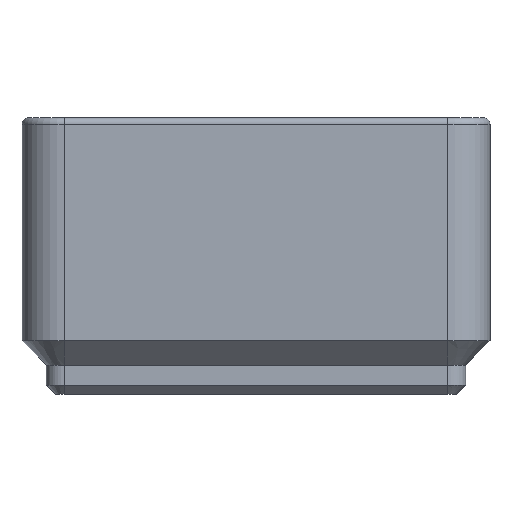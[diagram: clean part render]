
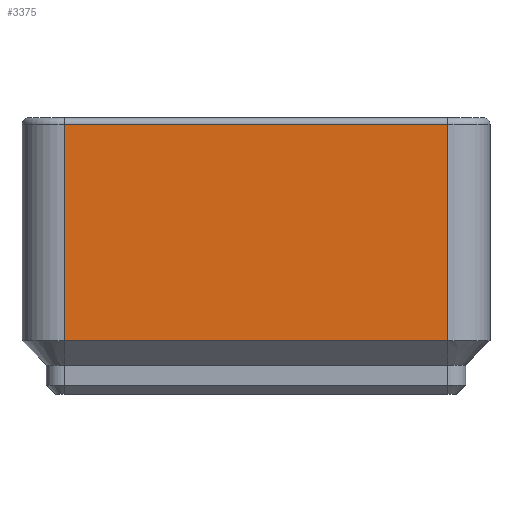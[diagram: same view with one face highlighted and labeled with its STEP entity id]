
A CAD part, front view. The second image highlights one B-rep face of the part: STEP entity #3375.
In plain terms, the highlighted planar face has unit normal (0, -1, 0).
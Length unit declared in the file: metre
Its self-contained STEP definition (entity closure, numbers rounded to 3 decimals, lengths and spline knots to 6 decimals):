
#976=ORIENTED_EDGE('',*,*,#1516,.F.);
#977=ORIENTED_EDGE('',*,*,#1517,.T.);
#978=ORIENTED_EDGE('',*,*,#1518,.T.);
#979=ORIENTED_EDGE('',*,*,#1357,.T.);
#1357=EDGE_CURVE('',#1738,#1735,#2056,.T.);
#1516=EDGE_CURVE('',#1824,#1735,#2176,.T.);
#1517=EDGE_CURVE('',#1824,#1825,#2177,.F.);
#1518=EDGE_CURVE('',#1825,#1738,#2178,.T.);
#1735=VERTEX_POINT('',#5243);
#1738=VERTEX_POINT('',#5255);
#1824=VERTEX_POINT('',#5581);
#1825=VERTEX_POINT('',#5583);
#2056=LINE('',#5254,#2424);
#2176=LINE('',#5580,#2544);
#2177=LINE('',#5582,#2545);
#2178=LINE('',#5584,#2546);
#2424=VECTOR('',#4237,1.);
#2544=VECTOR('',#4597,1.);
#2545=VECTOR('',#4598,1.);
#2546=VECTOR('',#4599,1.);
#2777=EDGE_LOOP('',(#976,#977,#978,#979));
#3011=FACE_BOUND('',#2777,.T.);
#3181=PLANE('',#3682);
#3375=ADVANCED_FACE('',(#3011),#3181,.T.);
#3682=AXIS2_PLACEMENT_3D('',#5579,#4595,#4596);
#4237=DIRECTION('',(1.,0.,0.));
#4595=DIRECTION('',(0.,-1.,0.));
#4596=DIRECTION('',(0.,0.,-1.));
#4597=DIRECTION('',(0.,0.,-1.));
#4598=DIRECTION('',(1.,0.,0.));
#4599=DIRECTION('',(0.,0.,-1.));
#5243=CARTESIAN_POINT('',(0.017,-0.02075,0.00475));
#5254=CARTESIAN_POINT('',(-0.017,-0.02075,0.00475));
#5255=CARTESIAN_POINT('',(-0.017,-0.02075,0.00475));
#5579=CARTESIAN_POINT('',(-0.017,-0.02075,0.023198));
#5580=CARTESIAN_POINT('',(0.017,-0.02075,0.023198));
#5581=CARTESIAN_POINT('',(0.017,-0.02075,0.023948));
#5582=CARTESIAN_POINT('',(-0.017,-0.02075,0.023948));
#5583=CARTESIAN_POINT('',(-0.017,-0.02075,0.023948));
#5584=CARTESIAN_POINT('',(-0.017,-0.02075,0.023198));
